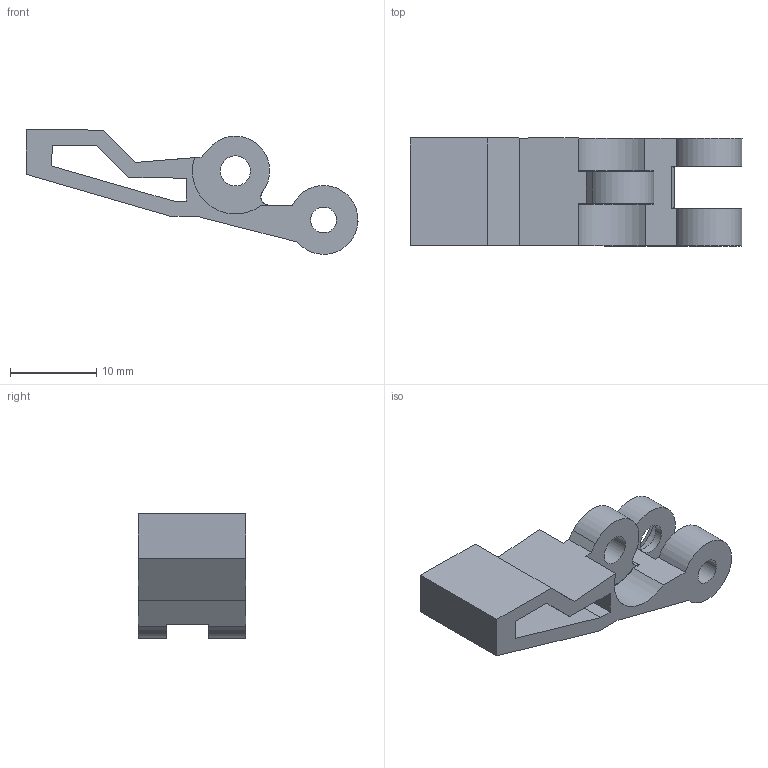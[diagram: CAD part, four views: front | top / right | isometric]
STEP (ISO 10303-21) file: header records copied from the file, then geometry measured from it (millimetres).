
FILE_DESCRIPTION(/* description */ (''),/* implementation_level */ '2;1');
FILE_NAME(/* name */ 'Garra2.step',/* time_stamp */ '2024-08-16T11:36:14-05:00',/* author */ (''),/* organization */ (''),/* preprocessor_version */ 'ST-DEVELOPER v20',/* originating_system */ 'Autodesk Translation Framework v13.14.0.145',/* authorisation */ '');
FILE_SCHEMA (('AUTOMOTIVE_DESIGN { 1 0 10303 214 3 1 1 }'));
Length unit declared in the file: millimetre
Products named in the file (1): Garra2
Bounding box: 38.59 x 12.54 x 14.5 mm (x, y, z)
Volume: 1871.5 mm3; surface area: 2220.3 mm2
Topology: 1 solids, 1 shells, 40 faces, 119 edges, 81 vertices
Faces by surface type: plane 25, cylinder 13, bspline 1, cone 1
Full cylindrical faces by diameter (mm): 3 x1, 3.5 x2
Entity records: 1468 total; most frequent: CARTESIAN_POINT 329, ORIENTED_EDGE 238, DIRECTION 212, EDGE_CURVE 119, LINE 88, VECTOR 88, VERTEX_POINT 81, AXIS2_PLACEMENT_3D 62
